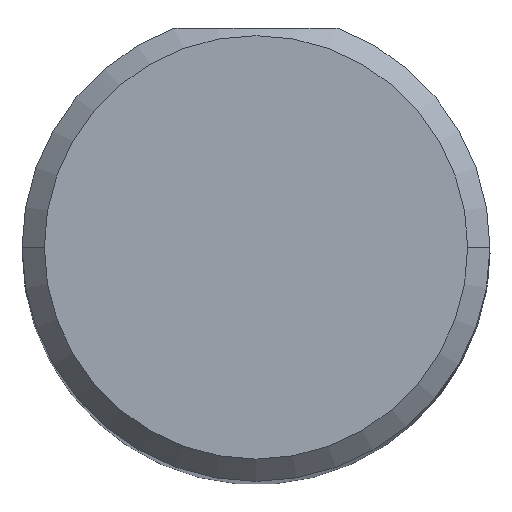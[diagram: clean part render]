
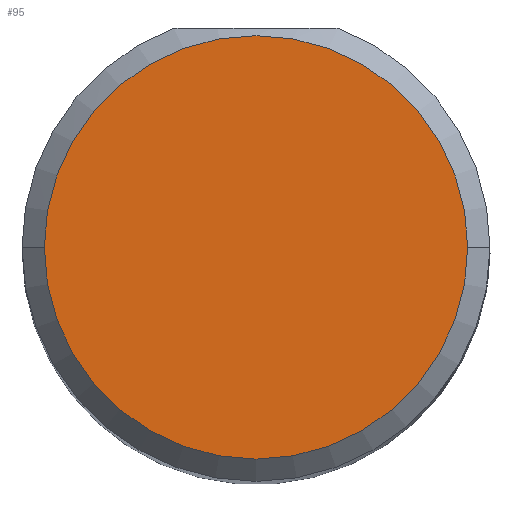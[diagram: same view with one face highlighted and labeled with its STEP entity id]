
A CAD part, top view. The second image highlights one B-rep face of the part: STEP entity #95.
In plain terms, the highlighted planar face has unit normal (0, 0, 1).
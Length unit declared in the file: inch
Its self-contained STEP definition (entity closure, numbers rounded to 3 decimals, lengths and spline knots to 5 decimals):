
#47 = CARTESIAN_POINT ( 'NONE',  ( 0.14248, 0., 2.48032 ) ) ;
#70 = DIRECTION ( 'NONE',  ( 1., 0., 0. ) ) ;
#71 = CARTESIAN_POINT ( 'NONE',  ( 0., 0., 2.48032 ) ) ;
#75 = DIRECTION ( 'NONE',  ( 1., 0., 0. ) ) ;
#95 = ADVANCED_FACE ( 'NONE', ( #196 ), #114, .T. ) ;
#114 = PLANE ( 'NONE',  #493 ) ;
#157 = AXIS2_PLACEMENT_3D ( 'NONE', #404, #292, #75 ) ;
#196 = FACE_OUTER_BOUND ( 'NONE', #509, .T. ) ;
#209 = CIRCLE ( 'NONE', #444, 0.14248 ) ;
#242 = CARTESIAN_POINT ( 'NONE',  ( 0., 0., 2.48032 ) ) ;
#246 = DIRECTION ( 'NONE',  ( 0., 0., 1. ) ) ;
#287 = DIRECTION ( 'NONE',  ( 0., 0., 1. ) ) ;
#292 = DIRECTION ( 'NONE',  ( 0., 0., 1. ) ) ;
#307 = ORIENTED_EDGE ( 'NONE', *, *, #502, .T. ) ;
#318 = VERTEX_POINT ( 'NONE', #47 ) ;
#327 = CARTESIAN_POINT ( 'NONE',  ( -0.14248, 0., 2.48032 ) ) ;
#368 = DIRECTION ( 'NONE',  ( 1., 0., 0. ) ) ;
#381 = ORIENTED_EDGE ( 'NONE', *, *, #511, .T. ) ;
#404 = CARTESIAN_POINT ( 'NONE',  ( 0., 0., 2.48032 ) ) ;
#444 = AXIS2_PLACEMENT_3D ( 'NONE', #242, #246, #70 ) ;
#461 = CIRCLE ( 'NONE', #157, 0.14248 ) ;
#493 = AXIS2_PLACEMENT_3D ( 'NONE', #71, #287, #368 ) ;
#502 = EDGE_CURVE ( 'NONE', #318, #505, #461, .T. ) ;
#505 = VERTEX_POINT ( 'NONE', #327 ) ;
#509 = EDGE_LOOP ( 'NONE', ( #381, #307 ) ) ;
#511 = EDGE_CURVE ( 'NONE', #505, #318, #209, .T. ) ;
